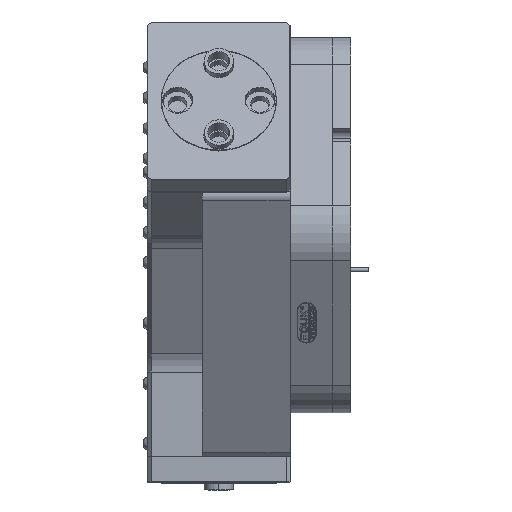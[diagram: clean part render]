
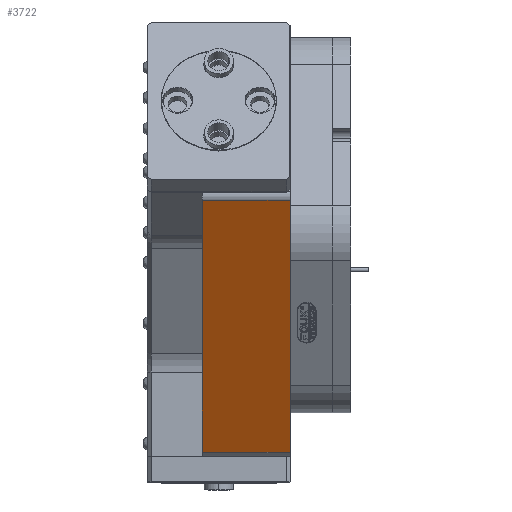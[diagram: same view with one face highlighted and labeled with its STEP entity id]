
A CAD part, left-side view. The second image highlights one B-rep face of the part: STEP entity #3722.
In plain terms, the highlighted planar face has unit normal (-0.866, 0, -0.5).
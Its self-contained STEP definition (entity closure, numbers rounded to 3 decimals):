
#28 = DIRECTION ( 'NONE',  ( -0.866, 0., -0.5 ) ) ;
#1459 = LINE ( 'NONE', #33002, #20622 ) ;
#3722 = ADVANCED_FACE ( 'NONE', ( #30531 ), #22216, .T. ) ;
#3813 = VECTOR ( 'NONE', #44558, 1000. ) ;
#6691 = VERTEX_POINT ( 'NONE', #18991 ) ;
#7325 = DIRECTION ( 'NONE',  ( -0.5, 0., 0.866 ) ) ;
#8280 = VERTEX_POINT ( 'NONE', #28109 ) ;
#11895 = CARTESIAN_POINT ( 'NONE',  ( -132.791, 101., 15. ) ) ;
#14737 = CARTESIAN_POINT ( 'NONE',  ( -93.098, 71., -53.75 ) ) ;
#17988 = VERTEX_POINT ( 'NONE', #24556 ) ;
#18188 = EDGE_CURVE ( 'NONE', #6691, #38836, #31625, .T. ) ;
#18365 = CARTESIAN_POINT ( 'NONE',  ( 0., 101., -215. ) ) ;
#18991 = CARTESIAN_POINT ( 'NONE',  ( -132.791, 23., 15. ) ) ;
#20040 = LINE ( 'NONE', #37373, #21807 ) ;
#20622 = VECTOR ( 'NONE', #39981, 1000. ) ;
#21807 = VECTOR ( 'NONE', #45486, 1000. ) ;
#21934 = AXIS2_PLACEMENT_3D ( 'NONE', #18365, #28, #7325 ) ;
#22216 = PLANE ( 'NONE',  #21934 ) ;
#24556 = CARTESIAN_POINT ( 'NONE',  ( -53.405, 23., -122.5 ) ) ;
#24820 = VECTOR ( 'NONE', #37293, 1000. ) ;
#25041 = ORIENTED_EDGE ( 'NONE', *, *, #31043, .F. ) ;
#28109 = CARTESIAN_POINT ( 'NONE',  ( -53.405, 71., -122.5 ) ) ;
#28377 = EDGE_LOOP ( 'NONE', ( #40807, #33976, #25041, #43979 ) ) ;
#30531 = FACE_OUTER_BOUND ( 'NONE', #28377, .T. ) ;
#31043 = EDGE_CURVE ( 'NONE', #8280, #38836, #34624, .T. ) ;
#31625 = LINE ( 'NONE', #11895, #3813 ) ;
#32848 = EDGE_CURVE ( 'NONE', #6691, #17988, #20040, .T. ) ;
#33002 = CARTESIAN_POINT ( 'NONE',  ( -53.405, 101., -122.5 ) ) ;
#33976 = ORIENTED_EDGE ( 'NONE', *, *, #18188, .T. ) ;
#34315 = CARTESIAN_POINT ( 'NONE',  ( -132.791, 71., 15. ) ) ;
#34624 = LINE ( 'NONE', #14737, #24820 ) ;
#37293 = DIRECTION ( 'NONE',  ( -0.5, 0., 0.866 ) ) ;
#37373 = CARTESIAN_POINT ( 'NONE',  ( 0., 23., -215. ) ) ;
#38836 = VERTEX_POINT ( 'NONE', #34315 ) ;
#39981 = DIRECTION ( 'NONE',  ( 0., -1., 0. ) ) ;
#40807 = ORIENTED_EDGE ( 'NONE', *, *, #32848, .F. ) ;
#43785 = EDGE_CURVE ( 'NONE', #8280, #17988, #1459, .T. ) ;
#43979 = ORIENTED_EDGE ( 'NONE', *, *, #43785, .T. ) ;
#44558 = DIRECTION ( 'NONE',  ( 0., 1., 0. ) ) ;
#45486 = DIRECTION ( 'NONE',  ( 0.5, 0., -0.866 ) ) ;
